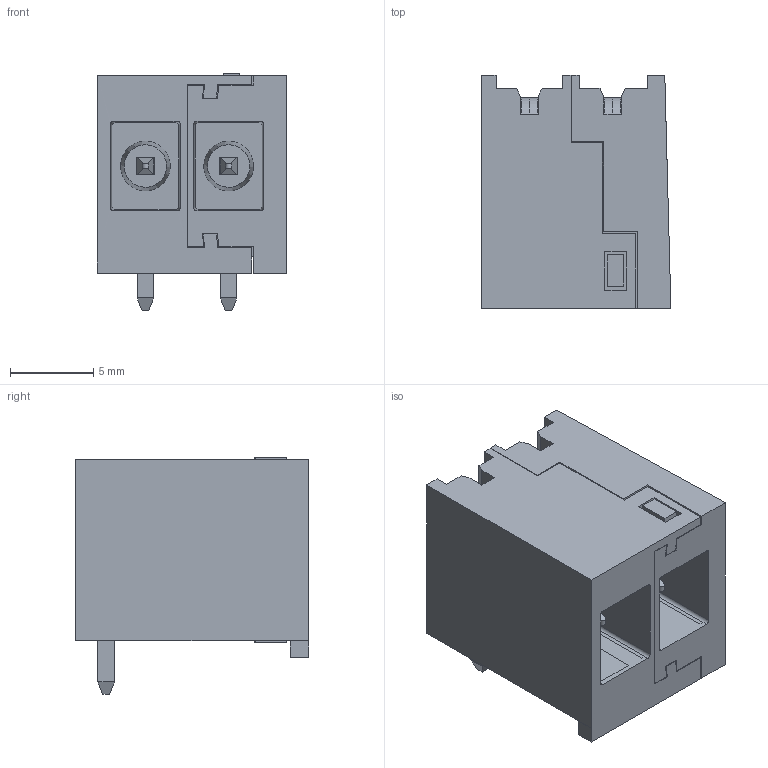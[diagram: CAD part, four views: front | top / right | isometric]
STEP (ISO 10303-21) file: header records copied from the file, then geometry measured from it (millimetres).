
FILE_DESCRIPTION(('CATIA V5 STEP Exchange','CAx-IF Rec.Pracs.--- Model Styling and Organization---1.4--- 2014-01-23'),'2;1');
FILE_NAME ('1328534-2_0_8000072497_8000072497.stp','2021-04-07T10:20:36+00:00',('none'),('Weidmueller'),'CATIA Version 5-6 Release 2016 SP3 HF44','CATIA V5 STEP AP214','none');
FILE_SCHEMA(('AUTOMOTIVE_DESIGN { 1 0 10303 214 1 1 1 1 }'));
Length unit declared in the file: millimetre
Products named in the file (1): 8000072497
Bounding box: 11.4 x 14.02 x 14.18 mm (x, y, z)
Volume: 1241.9 mm3; surface area: 2025.9 mm2
Topology: 4 solids, 4 shells, 177 faces, 486 edges, 320 vertices
Faces by surface type: plane 153, cylinder 12, revolution 8, cone 4
Entity records: 5759 total; most frequent: CARTESIAN_POINT 1278, ORIENTED_EDGE 972, DIRECTION 734, EDGE_CURVE 486, VECTOR 436, LINE 436, VERTEX_POINT 320, EDGE_LOOP 188
